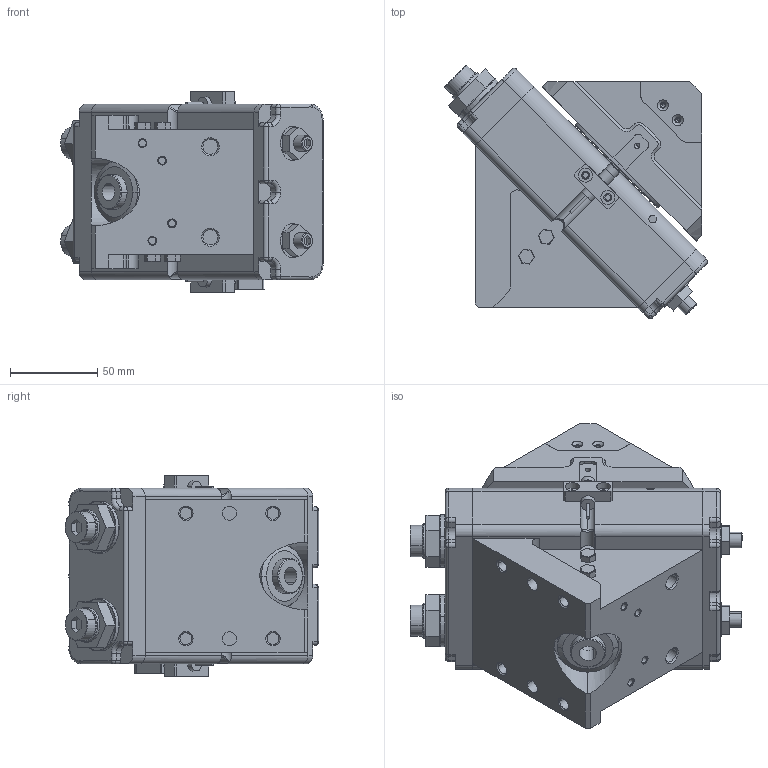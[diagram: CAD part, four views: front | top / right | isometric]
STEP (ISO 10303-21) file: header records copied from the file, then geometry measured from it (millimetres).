
FILE_DESCRIPTION (( 'STEP AP203' ), '1' );
FILE_NAME ('TG32.STEP', '2025-02-19T06:19:33', ( 'USER-' ), ( 'Microsoft' ), 'SwSTEP 2.0', 'SolidWorks 2018', '' );
FILE_SCHEMA (( 'CONFIG_CONTROL_DESIGN' ));
Length unit declared in the file: millimetre
Products named in the file (27): 茞癹弇傷裔菜え; TG32.sldasm-Part-83; TG32-M-12-A茞癹弇傷裔; TG32.sldasm-Part-76; TG32.sldasm-Part-59; TG32.sldasm-Part-62; TG32.sldasm-Part-82; TG32.sldasm-Part-90; TG32.sldasm-Part-63; TG32.sldasm-Part-68; TG32.sldasm-Part-92; TG32.sldasm-Part-80; TG32.sldasm-Part-71; 茞癹弇蹟恇裝; 茞癹弇蹟譫; TG32.sldasm-Part-72; TG32.sldasm-Part-86; TG32.sldasm-Part-69; TG32.sldasm-Part-61; TG32-M-02 眻褒輸; TG32.sldasm-Part-70; TG32.sldasm-Part-77; TG32; TG32.sldasm-Part-60; TG32-M-05 遣喳傷裔; 25x12-R3; TG32.sldasm-Part-84
Assembly tree (30 placements, depth 2):
  TG32
    TG32.sldasm-Part-59  x2
    TG32.sldasm-Part-60
    TG32.sldasm-Part-61
    TG32.sldasm-Part-62
    TG32.sldasm-Part-63
    TG32.sldasm-Part-68
    TG32.sldasm-Part-69
    TG32.sldasm-Part-70
    TG32.sldasm-Part-71
    TG32.sldasm-Part-72
    TG32.sldasm-Part-76
    TG32.sldasm-Part-77
    TG32.sldasm-Part-80
    TG32.sldasm-Part-82
    TG32.sldasm-Part-83
    TG32.sldasm-Part-84
    TG32.sldasm-Part-86
    TG32.sldasm-Part-90
    TG32.sldasm-Part-92
    TG32-M-05 遣喳傷裔
    TG32-M-12-A茞癹弇傷裔
    TG32-M-02 眻褒輸
    茞癹弇傷裔菜え  x2
    茞癹弇蹟恇裝  x2
    茞癹弇蹟譫  x2
    25x12-R3
Bounding box: 150.78 x 145.48 x 115 mm (x, y, z)
Volume: 1484250.5 mm3; surface area: 190277.3 mm2
Topology: 30 solids, 43 shells, 1302 faces, 3280 edges, 2103 vertices
Faces by surface type: plane 621, cylinder 371, bspline 157, cone 116, torus 27, sphere 10
Entity records: 46531 total; most frequent: CARTESIAN_POINT 13837, ORIENTED_EDGE 6292, DIRECTION 5846, EDGE_CURVE 3146, VERTEX_POINT 2047, AXIS2_PLACEMENT_3D 1962, VECTOR 1922, LINE 1922
